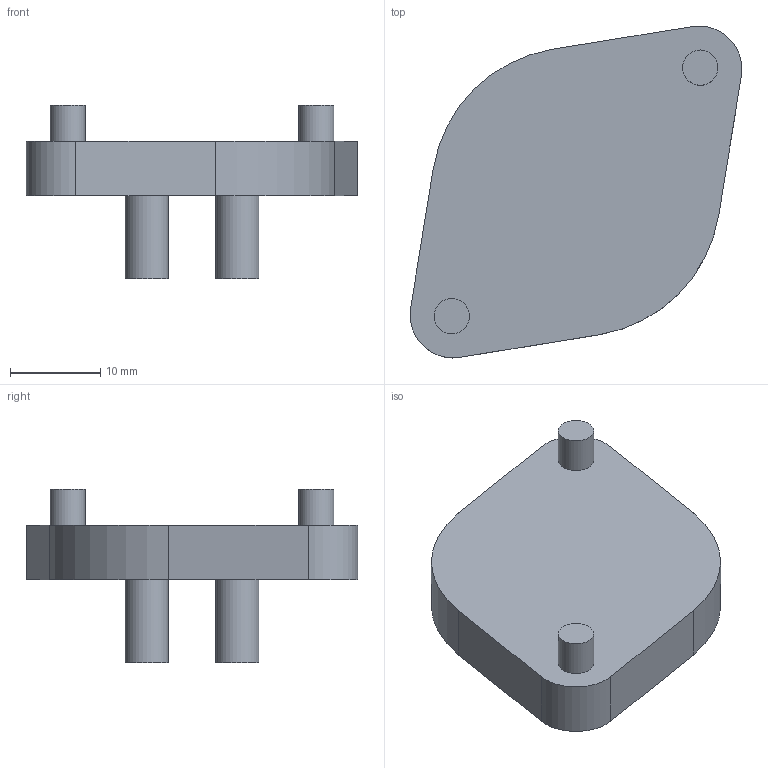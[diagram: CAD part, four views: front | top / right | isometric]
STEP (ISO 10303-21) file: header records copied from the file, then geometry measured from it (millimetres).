
FILE_DESCRIPTION(/* description */ (''),/* implementation_level */ '2;1');
FILE_NAME(/* name */ 'Caster_wheel_inner_plug_1_01.stp',/* time_stamp */ '2019-03-28T11:00:56+01:00',/* author */ ('Varga Daniel'),/* organization */ (''),/* preprocessor_version */ 'ST-DEVELOPER v17.2',/* originating_system */ 'Autodesk Inventor 2019',/* authorisation */ '');
FILE_SCHEMA (('AUTOMOTIVE_DESIGN { 1 0 10303 214 3 1 1 }'));
Length unit declared in the file: millimetre
Products named in the file (1): Caster_wheel_inner_plug_1_01
Bounding box: 36.72 x 36.72 x 19.23 mm (x, y, z)
Volume: 6855 mm3; surface area: 3400.1 mm2
Topology: 1 solids, 1 shells, 22 faces, 42 edges, 28 vertices
Faces by surface type: plane 12, cylinder 10
Full cylindrical faces by diameter (mm): 3.9 x2, 4.8 x4
Entity records: 629 total; most frequent: DIRECTION 108, CARTESIAN_POINT 93, ORIENTED_EDGE 84, AXIS2_PLACEMENT_3D 43, EDGE_CURVE 42, EDGE_LOOP 28, VERTEX_POINT 28, STYLED_ITEM 23
